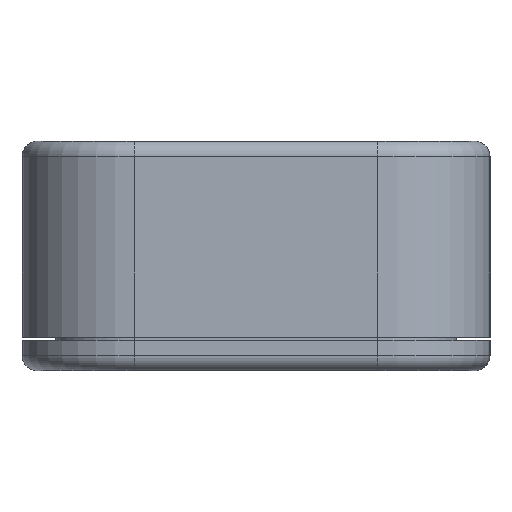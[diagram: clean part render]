
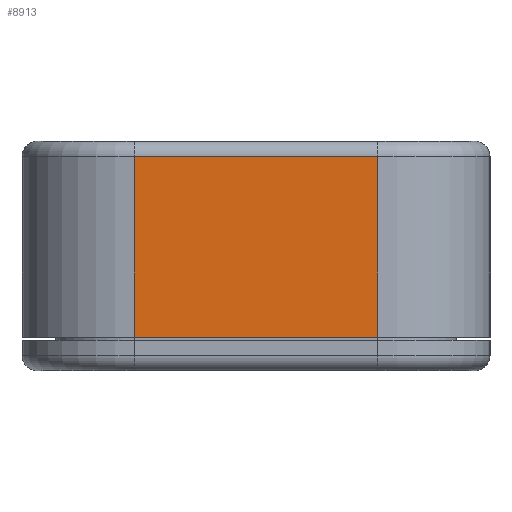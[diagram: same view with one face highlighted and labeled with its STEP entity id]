
A CAD part, left-side view. The second image highlights one B-rep face of the part: STEP entity #8913.
In plain terms, the highlighted planar face has unit normal (-1, 0, 0).
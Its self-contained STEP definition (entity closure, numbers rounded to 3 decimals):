
#1249=FACE_OUTER_BOUND('',#1781,.T.);
#1781=EDGE_LOOP('',(#7824,#7825,#7826,#7827));
#2566=LINE('',#16635,#3416);
#2569=LINE('',#16644,#3419);
#2575=LINE('',#16653,#3425);
#2602=LINE('',#16710,#3452);
#3416=VECTOR('',#12169,10.);
#3419=VECTOR('',#12178,10.);
#3425=VECTOR('',#12190,10.);
#3452=VECTOR('',#12237,10.);
#4207=VERTEX_POINT('',#16581);
#4211=VERTEX_POINT('',#16590);
#4230=VERTEX_POINT('',#16634);
#4233=VERTEX_POINT('',#16641);
#5392=EDGE_CURVE('',#4211,#4230,#2566,.T.);
#5397=EDGE_CURVE('',#4233,#4207,#2569,.T.);
#5403=EDGE_CURVE('',#4207,#4211,#2575,.T.);
#5432=EDGE_CURVE('',#4230,#4233,#2602,.T.);
#7824=ORIENTED_EDGE('',*,*,#5397,.T.);
#7825=ORIENTED_EDGE('',*,*,#5403,.T.);
#7826=ORIENTED_EDGE('',*,*,#5392,.T.);
#7827=ORIENTED_EDGE('',*,*,#5432,.T.);
#8194=PLANE('',#9832);
#8913=ADVANCED_FACE('',(#1249),#8194,.F.);
#9832=AXIS2_PLACEMENT_3D('',#16756,#12285,#12286);
#12169=DIRECTION('',(0.,0.,-1.));
#12178=DIRECTION('',(0.,0.,1.));
#12190=DIRECTION('',(0.,1.,0.));
#12237=DIRECTION('',(0.,-1.,0.));
#12285=DIRECTION('center_axis',(1.,0.,0.));
#12286=DIRECTION('ref_axis',(0.,0.,-1.));
#16581=CARTESIAN_POINT('',(-4.4,-8.,6.6));
#16590=CARTESIAN_POINT('',(-4.4,8.,6.6));
#16634=CARTESIAN_POINT('',(-4.4,8.,-5.3));
#16635=CARTESIAN_POINT('',(-4.4,8.,-5.3));
#16641=CARTESIAN_POINT('',(-4.4,-8.,-5.3));
#16644=CARTESIAN_POINT('',(-4.4,-8.,-5.3));
#16653=CARTESIAN_POINT('',(-4.4,-8.,6.6));
#16710=CARTESIAN_POINT('',(-4.4,0.,-5.3));
#16756=CARTESIAN_POINT('Origin',(-4.4,0.,0.65));
